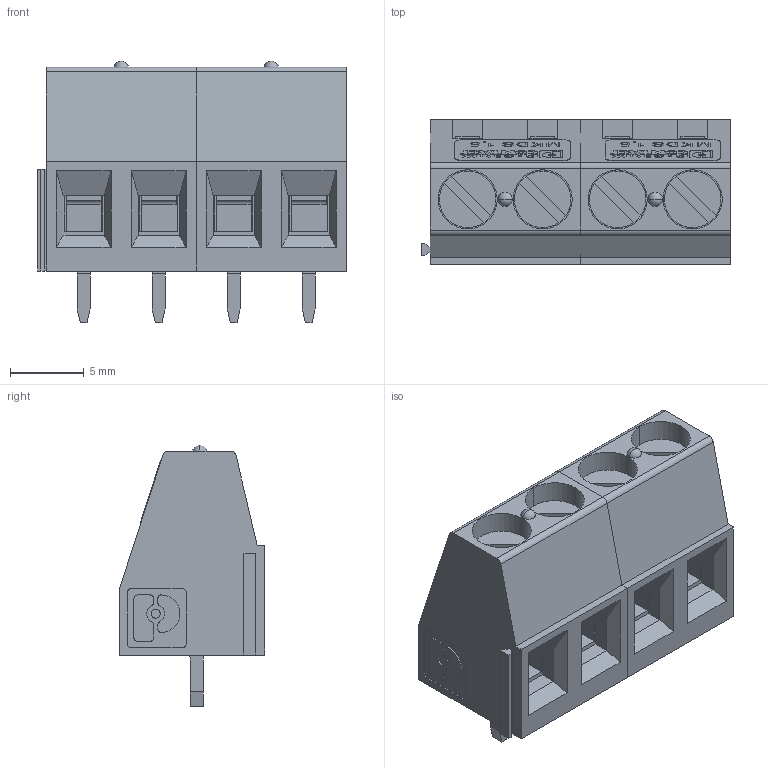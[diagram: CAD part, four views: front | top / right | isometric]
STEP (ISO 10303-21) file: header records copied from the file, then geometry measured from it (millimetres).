
FILE_DESCRIPTION(('STEP AP242'),'1');
FILE_NAME('1715747.stp','2024-05-28T19:54:17',('TraceParts'),('TraceParts S.A.'),'Spatial InterOp 3D',' ',' ');
FILE_SCHEMA(('AP242_MANAGED_MODEL_BASED_3D_ENGINEERING_MIM_LF {1 0 10303 442 1 1 4}'));
Length unit declared in the file: millimetre
Products named in the file (1): 1715747_1
Bounding box: 20.89 x 9.83 x 17.7 mm (x, y, z)
Volume: 1709 mm3; surface area: 3961.3 mm2
Topology: 14 solids, 14 shells, 1352 faces, 3688 edges, 2430 vertices
Faces by surface type: plane 1146, cylinder 166, extrusion 36, sphere 4
Entity records: 54804 total; most frequent: CARTESIAN_POINT 9300, ORIENTED_EDGE 7368, DIRECTION 6696, EDGE_CURVE 3684, VECTOR 3260, LINE 3224, VERTEX_POINT 2430, AXIS2_PLACEMENT_3D 1718
